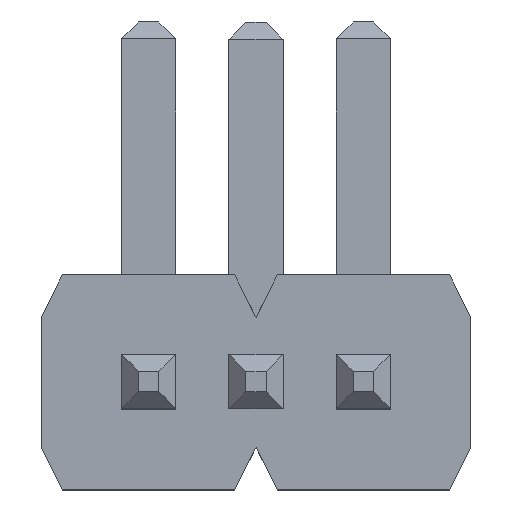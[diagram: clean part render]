
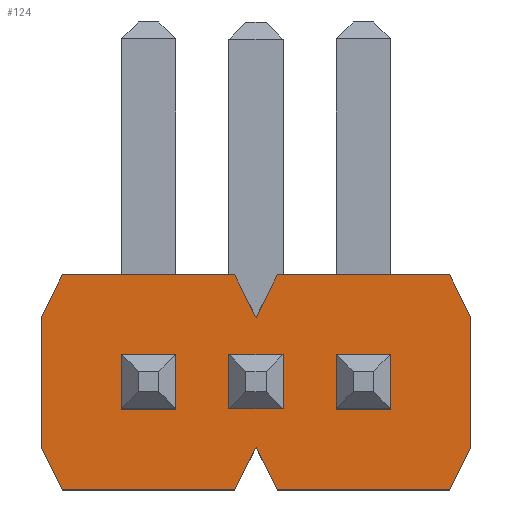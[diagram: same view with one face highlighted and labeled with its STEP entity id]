
A CAD part, top view. The second image highlights one B-rep face of the part: STEP entity #124.
In plain terms, the highlighted planar face has unit normal (0, 0, 1).
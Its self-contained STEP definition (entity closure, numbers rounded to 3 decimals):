
#124 = ADVANCED_FACE( '', ( #269, #270, #271 ), #272, .T. );
#269 = FACE_BOUND( '', #439, .T. );
#270 = FACE_OUTER_BOUND( '', #440, .T. );
#271 = FACE_BOUND( '', #441, .T. );
#272 = PLANE( '', #442 );
#439 = EDGE_LOOP( '', ( #715, #716, #717, #718 ) );
#440 = EDGE_LOOP( '', ( #719, #720, #721, #722, #723, #724, #725, #726, #727, #728, #729, #730, #731, #732 ) );
#441 = EDGE_LOOP( '', ( #733, #734, #735, #736 ) );
#442 = AXIS2_PLACEMENT_3D( '', #737, #738, #739 );
#715 = ORIENTED_EDGE( '', *, *, #1099, .T. );
#716 = ORIENTED_EDGE( '', *, *, #1100, .T. );
#717 = ORIENTED_EDGE( '', *, *, #1101, .T. );
#718 = ORIENTED_EDGE( '', *, *, #1102, .T. );
#719 = ORIENTED_EDGE( '', *, *, #1103, .F. );
#720 = ORIENTED_EDGE( '', *, *, #1104, .F. );
#721 = ORIENTED_EDGE( '', *, *, #1105, .F. );
#722 = ORIENTED_EDGE( '', *, *, #1106, .F. );
#723 = ORIENTED_EDGE( '', *, *, #1107, .F. );
#724 = ORIENTED_EDGE( '', *, *, #1108, .F. );
#725 = ORIENTED_EDGE( '', *, *, #1066, .F. );
#726 = ORIENTED_EDGE( '', *, *, #1055, .F. );
#727 = ORIENTED_EDGE( '', *, *, #1088, .T. );
#728 = ORIENTED_EDGE( '', *, *, #1070, .F. );
#729 = ORIENTED_EDGE( '', *, *, #1060, .F. );
#730 = ORIENTED_EDGE( '', *, *, #1009, .T. );
#731 = ORIENTED_EDGE( '', *, *, #1029, .F. );
#732 = ORIENTED_EDGE( '', *, *, #1092, .T. );
#733 = ORIENTED_EDGE( '', *, *, #1109, .T. );
#734 = ORIENTED_EDGE( '', *, *, #1110, .T. );
#735 = ORIENTED_EDGE( '', *, *, #1111, .T. );
#736 = ORIENTED_EDGE( '', *, *, #1112, .T. );
#737 = CARTESIAN_POINT( '', ( -2.54, -1.27, 1.27 ) );
#738 = DIRECTION( '', ( 0., 0., 1. ) );
#739 = DIRECTION( '', ( 1., 0., 0. ) );
#1009 = EDGE_CURVE( '', #1194, #1192, #1195, .T. );
#1029 = EDGE_CURVE( '', #1228, #1192, #1230, .T. );
#1055 = EDGE_CURVE( '', #1270, #1272, #1273, .T. );
#1060 = EDGE_CURVE( '', #1194, #1280, #1281, .T. );
#1066 = EDGE_CURVE( '', #1272, #1287, #1290, .T. );
#1070 = EDGE_CURVE( '', #1280, #1296, #1297, .T. );
#1088 = EDGE_CURVE( '', #1270, #1296, #1324, .T. );
#1092 = EDGE_CURVE( '', #1228, #1328, #1330, .T. );
#1099 = EDGE_CURVE( '', #1340, #1341, #1342, .T. );
#1100 = EDGE_CURVE( '', #1341, #1343, #1344, .T. );
#1101 = EDGE_CURVE( '', #1343, #1345, #1346, .T. );
#1102 = EDGE_CURVE( '', #1345, #1340, #1347, .T. );
#1103 = EDGE_CURVE( '', #1348, #1328, #1349, .T. );
#1104 = EDGE_CURVE( '', #1350, #1348, #1351, .T. );
#1105 = EDGE_CURVE( '', #1352, #1350, #1353, .T. );
#1106 = EDGE_CURVE( '', #1354, #1352, #1355, .T. );
#1107 = EDGE_CURVE( '', #1356, #1354, #1357, .T. );
#1108 = EDGE_CURVE( '', #1287, #1356, #1358, .T. );
#1109 = EDGE_CURVE( '', #1359, #1360, #1361, .T. );
#1110 = EDGE_CURVE( '', #1360, #1362, #1363, .T. );
#1111 = EDGE_CURVE( '', #1362, #1364, #1365, .T. );
#1112 = EDGE_CURVE( '', #1364, #1359, #1366, .T. );
#1192 = VERTEX_POINT( '', #1460 );
#1194 = VERTEX_POINT( '', #1463 );
#1195 = LINE( '', #1464, #1465 );
#1228 = VERTEX_POINT( '', #1511 );
#1230 = LINE( '', #1514, #1515 );
#1270 = VERTEX_POINT( '', #1572 );
#1272 = VERTEX_POINT( '', #1575 );
#1273 = LINE( '', #1576, #1577 );
#1280 = VERTEX_POINT( '', #1587 );
#1281 = LINE( '', #1588, #1589 );
#1287 = VERTEX_POINT( '', #1597 );
#1290 = LINE( '', #1602, #1603 );
#1296 = VERTEX_POINT( '', #1611 );
#1297 = LINE( '', #1612, #1613 );
#1324 = LINE( '', #1653, #1654 );
#1328 = VERTEX_POINT( '', #1659 );
#1330 = LINE( '', #1662, #1663 );
#1340 = VERTEX_POINT( '', #1677 );
#1341 = VERTEX_POINT( '', #1678 );
#1342 = LINE( '', #1679, #1680 );
#1343 = VERTEX_POINT( '', #1681 );
#1344 = LINE( '', #1682, #1683 );
#1345 = VERTEX_POINT( '', #1684 );
#1346 = LINE( '', #1685, #1686 );
#1347 = LINE( '', #1687, #1688 );
#1348 = VERTEX_POINT( '', #1689 );
#1349 = LINE( '', #1690, #1691 );
#1350 = VERTEX_POINT( '', #1692 );
#1351 = LINE( '', #1693, #1694 );
#1352 = VERTEX_POINT( '', #1695 );
#1353 = LINE( '', #1696, #1697 );
#1354 = VERTEX_POINT( '', #1698 );
#1355 = LINE( '', #1699, #1700 );
#1356 = VERTEX_POINT( '', #1701 );
#1357 = LINE( '', #1702, #1703 );
#1358 = LINE( '', #1704, #1705 );
#1359 = VERTEX_POINT( '', #1706 );
#1360 = VERTEX_POINT( '', #1707 );
#1361 = LINE( '', #1708, #1709 );
#1362 = VERTEX_POINT( '', #1710 );
#1363 = LINE( '', #1711, #1712 );
#1364 = VERTEX_POINT( '', #1713 );
#1365 = LINE( '', #1714, #1715 );
#1366 = LINE( '', #1716, #1717 );
#1460 = CARTESIAN_POINT( '', ( 2.29, -1.27, 1.27 ) );
#1463 = CARTESIAN_POINT( '', ( 0.25, -1.27, 1.27 ) );
#1464 = CARTESIAN_POINT( '', ( -2.54, -1.27, 1.27 ) );
#1465 = VECTOR( '', #1841, 1000. );
#1511 = CARTESIAN_POINT( '', ( 2.54, -0.77, 1.27 ) );
#1514 = CARTESIAN_POINT( '', ( 2.54, -0.77, 1.27 ) );
#1515 = VECTOR( '', #1862, 1000. );
#1572 = CARTESIAN_POINT( '', ( -2.29, -1.27, 1.27 ) );
#1575 = CARTESIAN_POINT( '', ( -2.54, -0.77, 1.27 ) );
#1576 = CARTESIAN_POINT( '', ( -2.29, -1.27, 1.27 ) );
#1577 = VECTOR( '', #1884, 1000. );
#1587 = CARTESIAN_POINT( '', ( 0., -0.77, 1.27 ) );
#1588 = CARTESIAN_POINT( '', ( 0.25, -1.27, 1.27 ) );
#1589 = VECTOR( '', #1888, 1000. );
#1597 = CARTESIAN_POINT( '', ( -2.54, 0.77, 1.27 ) );
#1602 = CARTESIAN_POINT( '', ( -2.54, -1.27, 1.27 ) );
#1603 = VECTOR( '', #1893, 1000. );
#1611 = CARTESIAN_POINT( '', ( -0.25, -1.27, 1.27 ) );
#1612 = CARTESIAN_POINT( '', ( 0., -0.77, 1.27 ) );
#1613 = VECTOR( '', #1896, 1000. );
#1653 = CARTESIAN_POINT( '', ( -2.54, -1.27, 1.27 ) );
#1654 = VECTOR( '', #1910, 1000. );
#1659 = CARTESIAN_POINT( '', ( 2.54, 0.77, 1.27 ) );
#1662 = CARTESIAN_POINT( '', ( 2.54, -1.27, 1.27 ) );
#1663 = VECTOR( '', #1913, 1000. );
#1677 = CARTESIAN_POINT( '', ( -0.95, -0.32, 1.27 ) );
#1678 = CARTESIAN_POINT( '', ( -1.59, -0.32, 1.27 ) );
#1679 = CARTESIAN_POINT( '', ( -0.95, -0.32, 1.27 ) );
#1680 = VECTOR( '', #1918, 1000. );
#1681 = CARTESIAN_POINT( '', ( -1.59, 0.32, 1.27 ) );
#1682 = CARTESIAN_POINT( '', ( -1.59, -0.32, 1.27 ) );
#1683 = VECTOR( '', #1919, 1000. );
#1684 = CARTESIAN_POINT( '', ( -0.95, 0.32, 1.27 ) );
#1685 = CARTESIAN_POINT( '', ( -1.59, 0.32, 1.27 ) );
#1686 = VECTOR( '', #1920, 1000. );
#1687 = CARTESIAN_POINT( '', ( -0.95, 0.32, 1.27 ) );
#1688 = VECTOR( '', #1921, 1000. );
#1689 = CARTESIAN_POINT( '', ( 2.29, 1.27, 1.27 ) );
#1690 = CARTESIAN_POINT( '', ( 2.29, 1.27, 1.27 ) );
#1691 = VECTOR( '', #1922, 1000. );
#1692 = CARTESIAN_POINT( '', ( 0.25, 1.27, 1.27 ) );
#1693 = CARTESIAN_POINT( '', ( -2.54, 1.27, 1.27 ) );
#1694 = VECTOR( '', #1923, 1000. );
#1695 = CARTESIAN_POINT( '', ( 0., 0.77, 1.27 ) );
#1696 = CARTESIAN_POINT( '', ( 0., 0.77, 1.27 ) );
#1697 = VECTOR( '', #1924, 1000. );
#1698 = CARTESIAN_POINT( '', ( -0.25, 1.27, 1.27 ) );
#1699 = CARTESIAN_POINT( '', ( -0.25, 1.27, 1.27 ) );
#1700 = VECTOR( '', #1925, 1000. );
#1701 = CARTESIAN_POINT( '', ( -2.29, 1.27, 1.27 ) );
#1702 = CARTESIAN_POINT( '', ( -2.54, 1.27, 1.27 ) );
#1703 = VECTOR( '', #1926, 1000. );
#1704 = CARTESIAN_POINT( '', ( -2.54, 0.77, 1.27 ) );
#1705 = VECTOR( '', #1927, 1000. );
#1706 = CARTESIAN_POINT( '', ( 1.59, -0.32, 1.27 ) );
#1707 = CARTESIAN_POINT( '', ( 0.95, -0.32, 1.27 ) );
#1708 = CARTESIAN_POINT( '', ( 1.59, -0.32, 1.27 ) );
#1709 = VECTOR( '', #1928, 1000. );
#1710 = CARTESIAN_POINT( '', ( 0.95, 0.32, 1.27 ) );
#1711 = CARTESIAN_POINT( '', ( 0.95, -0.32, 1.27 ) );
#1712 = VECTOR( '', #1929, 1000. );
#1713 = CARTESIAN_POINT( '', ( 1.59, 0.32, 1.27 ) );
#1714 = CARTESIAN_POINT( '', ( 0.95, 0.32, 1.27 ) );
#1715 = VECTOR( '', #1930, 1000. );
#1716 = CARTESIAN_POINT( '', ( 1.59, 0.32, 1.27 ) );
#1717 = VECTOR( '', #1931, 1000. );
#1841 = DIRECTION( '', ( 1., 0., 0. ) );
#1862 = DIRECTION( '', ( -0.447, -0.894, 0. ) );
#1884 = DIRECTION( '', ( -0.447, 0.894, 0. ) );
#1888 = DIRECTION( '', ( -0.447, 0.894, 0. ) );
#1893 = DIRECTION( '', ( 0., 1., 0. ) );
#1896 = DIRECTION( '', ( -0.447, -0.894, 0. ) );
#1910 = DIRECTION( '', ( 1., 0., 0. ) );
#1913 = DIRECTION( '', ( 0., 1., 0. ) );
#1918 = DIRECTION( '', ( -1., 0., 0. ) );
#1919 = DIRECTION( '', ( 0., 1., 0. ) );
#1920 = DIRECTION( '', ( 1., 0., 0. ) );
#1921 = DIRECTION( '', ( 0., -1., 0. ) );
#1922 = DIRECTION( '', ( 0.447, -0.894, 0. ) );
#1923 = DIRECTION( '', ( 1., 0., 0. ) );
#1924 = DIRECTION( '', ( 0.447, 0.894, 0. ) );
#1925 = DIRECTION( '', ( 0.447, -0.894, 0. ) );
#1926 = DIRECTION( '', ( 1., 0., 0. ) );
#1927 = DIRECTION( '', ( 0.447, 0.894, 0. ) );
#1928 = DIRECTION( '', ( -1., 0., 0. ) );
#1929 = DIRECTION( '', ( 0., 1., 0. ) );
#1930 = DIRECTION( '', ( 1., 0., 0. ) );
#1931 = DIRECTION( '', ( 0., -1., 0. ) );
